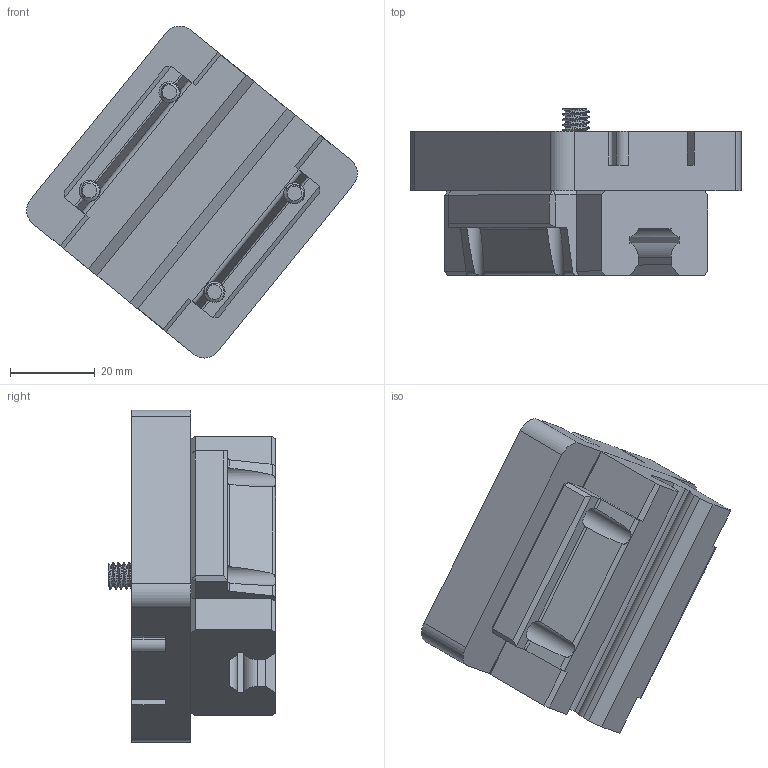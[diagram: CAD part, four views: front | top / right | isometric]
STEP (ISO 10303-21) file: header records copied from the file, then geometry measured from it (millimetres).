
FILE_DESCRIPTION(/* description */ (''),/* implementation_level */ '2;1');
FILE_NAME(/* name */ 'Platform Subassembly Large.step',/* time_stamp */ '2018-03-06T09:29:22-06:00',/* author */ (''),/* organization */ (''),/* preprocessor_version */ 'ST-DEVELOPER v16.13',/* originating_system */ 'Autodesk Translation Framework v6.5.0.72',/* authorisation */ '');
FILE_SCHEMA (('AUTOMOTIVE_DESIGN { 1 0 10303 214 3 1 1 }'));
Length unit declared in the file: millimetre
Products named in the file (9): Platform Subassembly Large; Slide Rail Platform - Large; Platform; Camera Platform; 91290A222; Quarter Inch D-Ring Tripod Mount; Tripod Screw; 2mm Swivel Pin; D-Ring
Assembly tree (12 placements, depth 4):
  Platform Subassembly Large
    Slide Rail Platform - Large
    Platform
      Camera Platform
    91290A222  x4
    Quarter Inch D-Ring Tripod Mount
      Tripod Screw
        2mm Swivel Pin  x2
        D-Ring
Bounding box: 78.18 x 39.5 x 78.47 mm (x, y, z)
Volume: 75526.3 mm3; surface area: 26363.1 mm2
Topology: 7 solids, 7 shells, 379 faces, 998 edges, 644 vertices
Faces by surface type: plane 171, cylinder 154, cone 44, bspline 10
Full cylindrical faces by diameter (mm): 2 x4, 3.1 x4, 3.961 x32, 4.6 x1, 4.975 x4, 5 x44, 6.35 x4, 8.5 x5, 11.5 x1, 16.5 x1
Entity records: 11482 total; most frequent: CARTESIAN_POINT 4931, ORIENTED_EDGE 1348, DIRECTION 1251, EDGE_CURVE 674, VERTEX_POINT 437, AXIS2_PLACEMENT_3D 422, LINE 407, VECTOR 407
